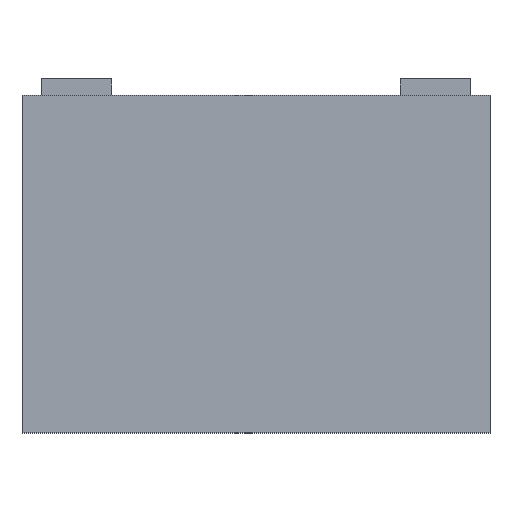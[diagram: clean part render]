
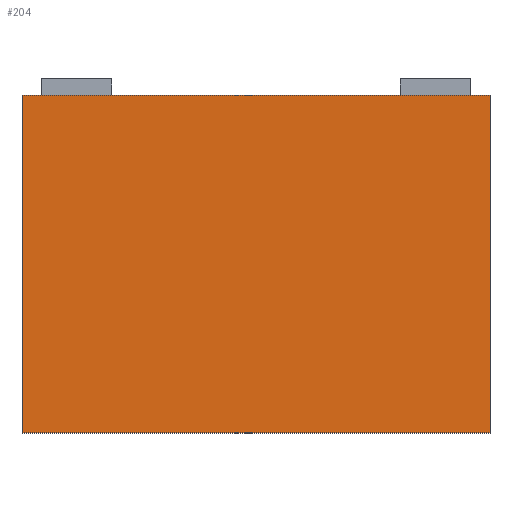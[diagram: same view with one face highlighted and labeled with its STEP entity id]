
A CAD part, top view. The second image highlights one B-rep face of the part: STEP entity #204.
In plain terms, the highlighted planar face has unit normal (0, 0, 1).
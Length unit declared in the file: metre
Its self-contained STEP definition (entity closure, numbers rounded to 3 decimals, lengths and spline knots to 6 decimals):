
#204=ADVANCED_FACE('0:928',(#245),#246,.T.);
#245=FACE_OUTER_BOUND('',#311,.T.);
#246=PLANE('',#312);
#311=EDGE_LOOP('',(#396,#397,#398,#399));
#312=AXIS2_PLACEMENT_3D('',#400,#401,#402);
#396=ORIENTED_EDGE('',*,*,#583,.F.);
#397=ORIENTED_EDGE('',*,*,#593,.F.);
#398=ORIENTED_EDGE('',*,*,#590,.F.);
#399=ORIENTED_EDGE('',*,*,#587,.F.);
#400=CARTESIAN_POINT('',(0.,0.0625,0.022745));
#401=DIRECTION('',(0.0,-0.0,1.0));
#402=DIRECTION('',(0.0,1.0,0.0));
#583=EDGE_CURVE('0:934',#648,#649,#650,.T.);
#587=EDGE_CURVE('0:946',#649,#656,#657,.T.);
#590=EDGE_CURVE('0:955',#656,#661,#662,.T.);
#593=EDGE_CURVE('0:964',#661,#648,#666,.T.);
#648=VERTEX_POINT('',#748);
#649=VERTEX_POINT('',#749);
#650=LINE('',#750,#751);
#656=VERTEX_POINT('',#760);
#657=LINE('',#761,#762);
#661=VERTEX_POINT('',#768);
#662=LINE('',#769,#770);
#666=LINE('',#776,#777);
#748=CARTESIAN_POINT('',(0.086595,0.125,0.022745));
#749=CARTESIAN_POINT('',(0.086595,0.,0.022745));
#750=CARTESIAN_POINT('',(0.086595,0.125,0.022745));
#751=VECTOR('',#908,1.0);
#760=CARTESIAN_POINT('',(-0.086595,0.,0.022745));
#761=CARTESIAN_POINT('',(0.086595,0.,0.022745));
#762=VECTOR('',#912,1.0);
#768=CARTESIAN_POINT('',(-0.086595,0.125,0.022745));
#769=CARTESIAN_POINT('',(-0.086595,0.,0.022745));
#770=VECTOR('',#915,1.0);
#776=CARTESIAN_POINT('',(-0.086595,0.125,0.022745));
#777=VECTOR('',#918,1.0);
#908=DIRECTION('',(0.0,-1.0,0.0));
#912=DIRECTION('',(-1.0,0.0,0.0));
#915=DIRECTION('',(0.0,1.0,0.0));
#918=DIRECTION('',(1.0,0.0,0.0));
